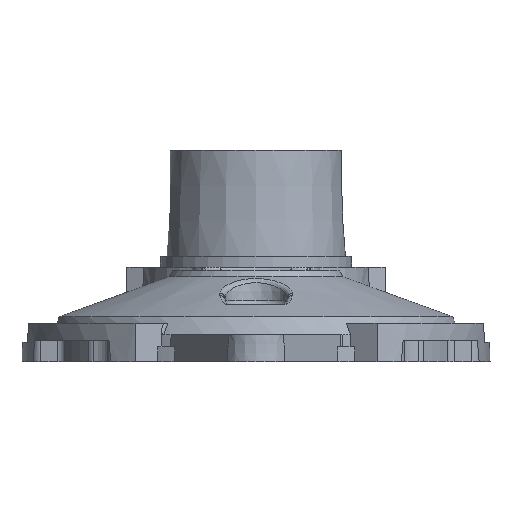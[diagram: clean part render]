
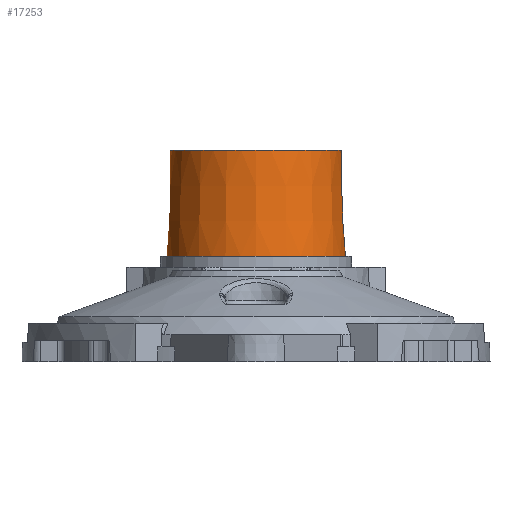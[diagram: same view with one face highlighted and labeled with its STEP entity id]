
A CAD part, left-side view. The second image highlights one B-rep face of the part: STEP entity #17253.
In plain terms, the highlighted conical face has half-angle 2 degrees and reference radius 44.65 mm.
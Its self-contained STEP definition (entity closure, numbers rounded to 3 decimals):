
#17199 = PLANE('',#17200);
#17200 = AXIS2_PLACEMENT_3D('',#17201,#17202,#17203);
#17201 = CARTESIAN_POINT('',(62.072,0.,54.8));
#17202 = DIRECTION('',(0.,0.,-1.));
#17203 = DIRECTION('',(-1.,0.,0.));
#17225 = EDGE_CURVE('',#17226,#17226,#17228,.T.);
#17226 = VERTEX_POINT('',#17227);
#17227 = CARTESIAN_POINT('',(62.072,0.,54.8));
#17228 = SURFACE_CURVE('',#17229,(#17234,#17241),.PCURVE_S1.);
#17229 = CIRCLE('',#17230,46.578);
#17230 = AXIS2_PLACEMENT_3D('',#17231,#17232,#17233);
#17231 = CARTESIAN_POINT('',(108.65,0.,54.8));
#17232 = DIRECTION('',(0.,0.,-1.));
#17233 = DIRECTION('',(-1.,0.,0.));
#17234 = PCURVE('',#17199,#17235);
#17235 = DEFINITIONAL_REPRESENTATION('',(#17236),#17240);
#17236 = CIRCLE('',#17237,46.578);
#17237 = AXIS2_PLACEMENT_2D('',#17238,#17239);
#17238 = CARTESIAN_POINT('',(-46.578,0.));
#17239 = DIRECTION('',(1.,0.));
#17240 = ( GEOMETRIC_REPRESENTATION_CONTEXT(2) 
PARAMETRIC_REPRESENTATION_CONTEXT() REPRESENTATION_CONTEXT('2D SPACE',''
  ) );
#17241 = PCURVE('',#17242,#17247);
#17242 = CONICAL_SURFACE('',#17243,44.65,0.035);
#17243 = AXIS2_PLACEMENT_3D('',#17244,#17245,#17246);
#17244 = CARTESIAN_POINT('',(108.65,0.,110.));
#17245 = DIRECTION('',(0.,0.,-1.));
#17246 = DIRECTION('',(-1.,0.,0.));
#17247 = DEFINITIONAL_REPRESENTATION('',(#17248),#17252);
#17248 = LINE('',#17249,#17250);
#17249 = CARTESIAN_POINT('',(0.,55.2));
#17250 = VECTOR('',#17251,1.);
#17251 = DIRECTION('',(1.,0.));
#17252 = ( GEOMETRIC_REPRESENTATION_CONTEXT(2) 
PARAMETRIC_REPRESENTATION_CONTEXT() REPRESENTATION_CONTEXT('2D SPACE',''
  ) );
#17253 = ADVANCED_FACE('',(#17254),#17242,.T.);
#17254 = FACE_BOUND('',#17255,.T.);
#17255 = EDGE_LOOP('',(#17256,#17257,#17279,#17306));
#17256 = ORIENTED_EDGE('',*,*,#17225,.F.);
#17257 = ORIENTED_EDGE('',*,*,#17258,.F.);
#17258 = EDGE_CURVE('',#17259,#17226,#17261,.T.);
#17259 = VERTEX_POINT('',#17260);
#17260 = CARTESIAN_POINT('',(64.,0.,110.));
#17261 = SEAM_CURVE('',#17262,(#17265,#17272),.PCURVE_S1.);
#17262 = B_SPLINE_CURVE_WITH_KNOTS('',1,(#17263,#17264),.UNSPECIFIED.,
  .F.,.F.,(2,2),(0.,55.234),
  .PIECEWISE_BEZIER_KNOTS.);
#17263 = CARTESIAN_POINT('',(64.,0.,110.));
#17264 = CARTESIAN_POINT('',(62.072,0.,54.8));
#17265 = PCURVE('',#17242,#17266);
#17266 = DEFINITIONAL_REPRESENTATION('',(#17267),#17271);
#17267 = LINE('',#17268,#17269);
#17268 = CARTESIAN_POINT('',(0.,0.));
#17269 = VECTOR('',#17270,1.);
#17270 = DIRECTION('',(0.,1.));
#17271 = ( GEOMETRIC_REPRESENTATION_CONTEXT(2) 
PARAMETRIC_REPRESENTATION_CONTEXT() REPRESENTATION_CONTEXT('2D SPACE',''
  ) );
#17272 = PCURVE('',#17242,#17273);
#17273 = DEFINITIONAL_REPRESENTATION('',(#17274),#17278);
#17274 = LINE('',#17275,#17276);
#17275 = CARTESIAN_POINT('',(6.283,0.));
#17276 = VECTOR('',#17277,1.);
#17277 = DIRECTION('',(0.,1.));
#17278 = ( GEOMETRIC_REPRESENTATION_CONTEXT(2) 
PARAMETRIC_REPRESENTATION_CONTEXT() REPRESENTATION_CONTEXT('2D SPACE',''
  ) );
#17279 = ORIENTED_EDGE('',*,*,#17280,.T.);
#17280 = EDGE_CURVE('',#17259,#17259,#17281,.T.);
#17281 = SURFACE_CURVE('',#17282,(#17287,#17294),.PCURVE_S1.);
#17282 = CIRCLE('',#17283,44.65);
#17283 = AXIS2_PLACEMENT_3D('',#17284,#17285,#17286);
#17284 = CARTESIAN_POINT('',(108.65,0.,110.));
#17285 = DIRECTION('',(0.,0.,-1.));
#17286 = DIRECTION('',(-1.,0.,0.));
#17287 = PCURVE('',#17242,#17288);
#17288 = DEFINITIONAL_REPRESENTATION('',(#17289),#17293);
#17289 = LINE('',#17290,#17291);
#17290 = CARTESIAN_POINT('',(0.,0.));
#17291 = VECTOR('',#17292,1.);
#17292 = DIRECTION('',(1.,0.));
#17293 = ( GEOMETRIC_REPRESENTATION_CONTEXT(2) 
PARAMETRIC_REPRESENTATION_CONTEXT() REPRESENTATION_CONTEXT('2D SPACE',''
  ) );
#17294 = PCURVE('',#17295,#17300);
#17295 = PLANE('',#17296);
#17296 = AXIS2_PLACEMENT_3D('',#17297,#17298,#17299);
#17297 = CARTESIAN_POINT('',(64.,0.,110.));
#17298 = DIRECTION('',(0.,0.,-1.));
#17299 = DIRECTION('',(-1.,0.,0.));
#17300 = DEFINITIONAL_REPRESENTATION('',(#17301),#17305);
#17301 = CIRCLE('',#17302,44.65);
#17302 = AXIS2_PLACEMENT_2D('',#17303,#17304);
#17303 = CARTESIAN_POINT('',(-44.65,0.));
#17304 = DIRECTION('',(1.,0.));
#17305 = ( GEOMETRIC_REPRESENTATION_CONTEXT(2) 
PARAMETRIC_REPRESENTATION_CONTEXT() REPRESENTATION_CONTEXT('2D SPACE',''
  ) );
#17306 = ORIENTED_EDGE('',*,*,#17258,.T.);
